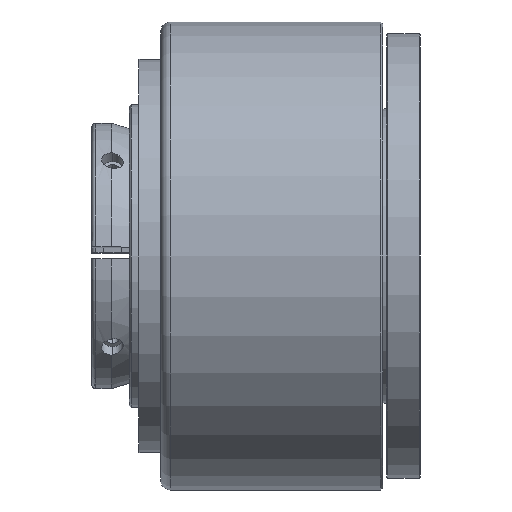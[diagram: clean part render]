
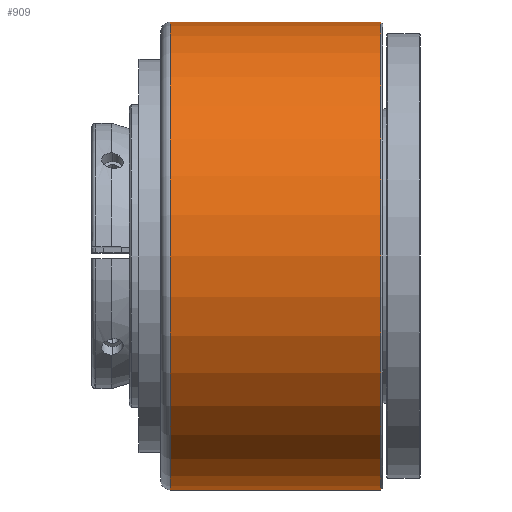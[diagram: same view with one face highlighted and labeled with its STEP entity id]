
A CAD part, left-side view. The second image highlights one B-rep face of the part: STEP entity #909.
In plain terms, the highlighted cylindrical face has radius 119 mm (diameter 238 mm), a partial arc.
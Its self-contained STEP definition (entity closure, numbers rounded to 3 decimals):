
#909 = ADVANCED_FACE ( 'NONE', ( #16699 ), #2603, .T. ) ;
#1381 = VERTEX_POINT ( 'NONE', #24709 ) ;
#2078 = CARTESIAN_POINT ( 'NONE',  ( 0., 0., -119. ) ) ;
#2603 = CYLINDRICAL_SURFACE ( 'NONE', #26576, 119. ) ;
#3069 = VERTEX_POINT ( 'NONE', #7337 ) ;
#3537 = AXIS2_PLACEMENT_3D ( 'NONE', #21169, #19012, #11673 ) ;
#3654 = ORIENTED_EDGE ( 'NONE', *, *, #17802, .T. ) ;
#3927 = DIRECTION ( 'NONE',  ( 0., -1., 0. ) ) ;
#4533 = VERTEX_POINT ( 'NONE', #25149 ) ;
#6145 = CARTESIAN_POINT ( 'NONE',  ( 0., 127., -119. ) ) ;
#6941 = DIRECTION ( 'NONE',  ( 0., 1., 0. ) ) ;
#7337 = CARTESIAN_POINT ( 'NONE',  ( 0., 20., -119. ) ) ;
#9568 = EDGE_CURVE ( 'NONE', #4533, #1381, #26593, .T. ) ;
#11171 = AXIS2_PLACEMENT_3D ( 'NONE', #18382, #6941, #13942 ) ;
#11634 = VECTOR ( 'NONE', #14881, 1000. ) ;
#11673 = DIRECTION ( 'NONE',  ( 0., 0., -1. ) ) ;
#11785 = ORIENTED_EDGE ( 'NONE', *, *, #17127, .T. ) ;
#12105 = CARTESIAN_POINT ( 'NONE',  ( 0., 0., 119. ) ) ;
#12162 = CIRCLE ( 'NONE', #11171, 119. ) ;
#13942 = DIRECTION ( 'NONE',  ( 0., 0., 1. ) ) ;
#14881 = DIRECTION ( 'NONE',  ( 0., -1., 0. ) ) ;
#15304 = CARTESIAN_POINT ( 'NONE',  ( 0., 0., 0. ) ) ;
#16223 = EDGE_LOOP ( 'NONE', ( #26345, #11785, #3654, #18810 ) ) ;
#16699 = FACE_OUTER_BOUND ( 'NONE', #16223, .T. ) ;
#17127 = EDGE_CURVE ( 'NONE', #4533, #26497, #26238, .T. ) ;
#17751 = DIRECTION ( 'NONE',  ( 0., 0., -1. ) ) ;
#17802 = EDGE_CURVE ( 'NONE', #26497, #3069, #25551, .T. ) ;
#18382 = CARTESIAN_POINT ( 'NONE',  ( 0., 20., 0. ) ) ;
#18810 = ORIENTED_EDGE ( 'NONE', *, *, #20346, .T. ) ;
#19012 = DIRECTION ( 'NONE',  ( 0., -1., 0. ) ) ;
#20346 = EDGE_CURVE ( 'NONE', #3069, #1381, #12162, .T. ) ;
#21169 = CARTESIAN_POINT ( 'NONE',  ( 0., 127., 0. ) ) ;
#21303 = VECTOR ( 'NONE', #3927, 1000. ) ;
#24668 = DIRECTION ( 'NONE',  ( 0., -1., 0. ) ) ;
#24709 = CARTESIAN_POINT ( 'NONE',  ( 0., 20., 119. ) ) ;
#25149 = CARTESIAN_POINT ( 'NONE',  ( 0., 127., 119. ) ) ;
#25551 = LINE ( 'NONE', #2078, #21303 ) ;
#26238 = CIRCLE ( 'NONE', #3537, 119. ) ;
#26345 = ORIENTED_EDGE ( 'NONE', *, *, #9568, .F. ) ;
#26497 = VERTEX_POINT ( 'NONE', #6145 ) ;
#26576 = AXIS2_PLACEMENT_3D ( 'NONE', #15304, #24668, #17751 ) ;
#26593 = LINE ( 'NONE', #12105, #11634 ) ;
